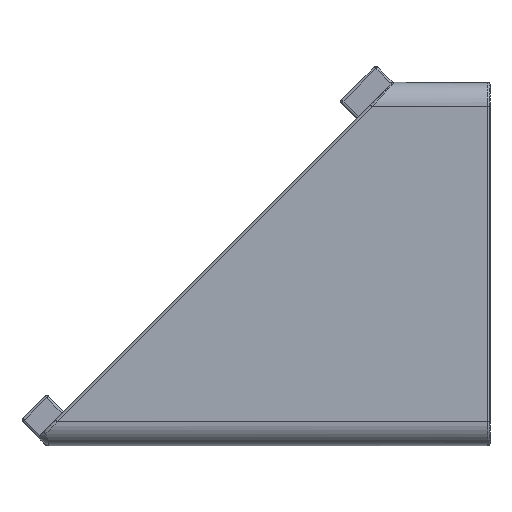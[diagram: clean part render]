
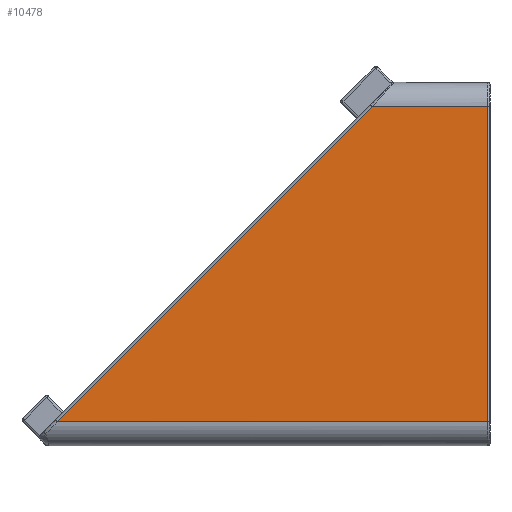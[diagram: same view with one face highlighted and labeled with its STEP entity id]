
A CAD part, left-side view. The second image highlights one B-rep face of the part: STEP entity #10478.
In plain terms, the highlighted planar face has unit normal (-1, 0, 0).
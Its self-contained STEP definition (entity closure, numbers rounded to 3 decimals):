
#105 = EDGE_CURVE ( 'NONE', #11349, #12990, #12069, .T. ) ;
#1180 = VERTEX_POINT ( 'NONE', #10516 ) ;
#1388 = CARTESIAN_POINT ( 'NONE',  ( -30., 35.717, -13. ) ) ;
#1690 = DIRECTION ( 'NONE',  ( 0., -1., 0. ) ) ;
#2872 = FACE_OUTER_BOUND ( 'NONE', #9819, .T. ) ;
#3187 = ORIENTED_EDGE ( 'NONE', *, *, #105, .F. ) ;
#3474 = ORIENTED_EDGE ( 'NONE', *, *, #10182, .F. ) ;
#3555 = VECTOR ( 'NONE', #1690, 1000. ) ;
#3691 = PLANE ( 'NONE',  #3810 ) ;
#3810 = AXIS2_PLACEMENT_3D ( 'NONE', #4765, #3909, #13671 ) ;
#3909 = DIRECTION ( 'NONE',  ( 1., 0., 0. ) ) ;
#4740 = VECTOR ( 'NONE', #8405, 1000. ) ;
#4765 = CARTESIAN_POINT ( 'NONE',  ( -30., 38., 13. ) ) ;
#5567 = VECTOR ( 'NONE', #9583, 1000. ) ;
#5929 = CARTESIAN_POINT ( 'NONE',  ( -30., 38., 13. ) ) ;
#6412 = EDGE_CURVE ( 'NONE', #11177, #1180, #8392, .T. ) ;
#7317 = ORIENTED_EDGE ( 'NONE', *, *, #12787, .F. ) ;
#7864 = DIRECTION ( 'NONE',  ( 0., -0.707, 0.707 ) ) ;
#8377 = ORIENTED_EDGE ( 'NONE', *, *, #6412, .F. ) ;
#8392 = LINE ( 'NONE', #5929, #3555 ) ;
#8405 = DIRECTION ( 'NONE',  ( 0., 1., 0. ) ) ;
#8451 = CARTESIAN_POINT ( 'NONE',  ( -30., 38., -13. ) ) ;
#8962 = CARTESIAN_POINT ( 'NONE',  ( -30., 9.717, 13. ) ) ;
#9583 = DIRECTION ( 'NONE',  ( 0., 0., -1. ) ) ;
#9819 = EDGE_LOOP ( 'NONE', ( #7317, #3187, #3474, #8377 ) ) ;
#10182 = EDGE_CURVE ( 'NONE', #1180, #11349, #11395, .T. ) ;
#10478 = ADVANCED_FACE ( 'NONE', ( #2872 ), #3691, .F. ) ;
#10516 = CARTESIAN_POINT ( 'NONE',  ( -30., 0.2, 13. ) ) ;
#10580 = CARTESIAN_POINT ( 'NONE',  ( -30., 0.2, 13. ) ) ;
#11177 = VERTEX_POINT ( 'NONE', #8962 ) ;
#11349 = VERTEX_POINT ( 'NONE', #12298 ) ;
#11395 = LINE ( 'NONE', #10580, #5567 ) ;
#11940 = LINE ( 'NONE', #1388, #13070 ) ;
#12069 = LINE ( 'NONE', #8451, #4740 ) ;
#12298 = CARTESIAN_POINT ( 'NONE',  ( -30., 0.2, -13. ) ) ;
#12787 = EDGE_CURVE ( 'NONE', #12990, #11177, #11940, .T. ) ;
#12990 = VERTEX_POINT ( 'NONE', #13262 ) ;
#13070 = VECTOR ( 'NONE', #7864, 1000. ) ;
#13262 = CARTESIAN_POINT ( 'NONE',  ( -30., 35.717, -13. ) ) ;
#13671 = DIRECTION ( 'NONE',  ( 0., 0., -1. ) ) ;
